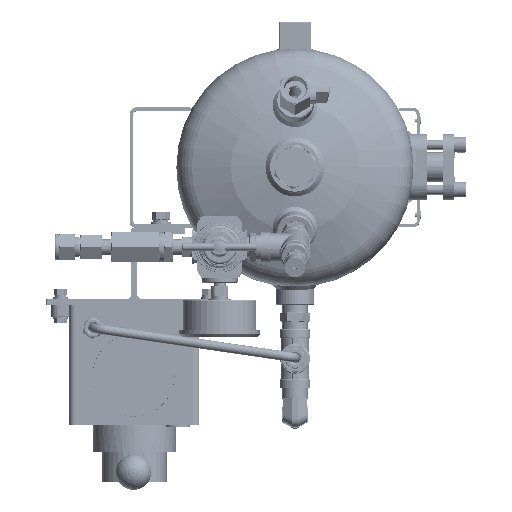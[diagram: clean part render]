
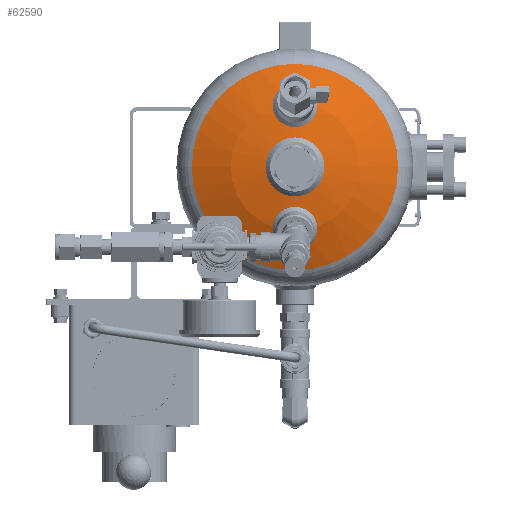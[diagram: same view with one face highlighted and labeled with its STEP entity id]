
A CAD part, top view. The second image highlights one B-rep face of the part: STEP entity #62590.
In plain terms, the highlighted spherical face has radius 202.3 mm.
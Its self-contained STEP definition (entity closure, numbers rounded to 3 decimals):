
#634=SPHERICAL_SURFACE('',#75932,202.3);
#15413=ORIENTED_EDGE('',*,*,#33861,.T.);
#15414=ORIENTED_EDGE('',*,*,#33865,.T.);
#15415=ORIENTED_EDGE('',*,*,#33866,.F.);
#15416=ORIENTED_EDGE('',*,*,#33867,.F.);
#33861=EDGE_CURVE('',#43148,#43148,#49551,.T.);
#33865=EDGE_CURVE('',#43152,#43152,#49555,.T.);
#33866=EDGE_CURVE('',#43153,#43153,#49556,.T.);
#33867=EDGE_CURVE('',#43154,#43154,#49557,.F.);
#43148=VERTEX_POINT('',#99959);
#43152=VERTEX_POINT('',#99969);
#43153=VERTEX_POINT('',#99971);
#43154=VERTEX_POINT('',#99973);
#49551=CIRCLE('',#75927,15.);
#49555=CIRCLE('',#75933,15.);
#49556=CIRCLE('',#75934,87.326);
#49557=CIRCLE('',#75935,20.);
#51932=EDGE_LOOP('',(#15413));
#51933=EDGE_LOOP('',(#15414));
#51934=EDGE_LOOP('',(#15415));
#51935=EDGE_LOOP('',(#15416));
#56835=FACE_BOUND('',#51932,.T.);
#56836=FACE_BOUND('',#51933,.T.);
#56837=FACE_BOUND('',#51934,.T.);
#56838=FACE_BOUND('',#51935,.T.);
#62590=ADVANCED_FACE('',(#56835,#56836,#56837,#56838),#634,.T.);
#75927=AXIS2_PLACEMENT_3D('',#99958,#82703,#82704);
#75932=AXIS2_PLACEMENT_3D('',#99967,#82713,#82714);
#75933=AXIS2_PLACEMENT_3D('',#99968,#82715,#82716);
#75934=AXIS2_PLACEMENT_3D('',#99970,#82717,#82718);
#75935=AXIS2_PLACEMENT_3D('',#99972,#82719,#82720);
#82703=DIRECTION('',(0.259,0.,-0.966));
#82704=DIRECTION('',(0.966,0.,0.259));
#82713=DIRECTION('',(0.,0.,-1.));
#82714=DIRECTION('',(1.,0.,0.));
#82715=DIRECTION('',(-0.259,0.,-0.966));
#82716=DIRECTION('',(-0.966,0.,0.259));
#82717=DIRECTION('',(0.,0.,-1.));
#82718=DIRECTION('',(-1.,0.,0.));
#82719=DIRECTION('',(0.,0.,-1.));
#82720=DIRECTION('',(-1.,0.,0.));
#99958=CARTESIAN_POINT('',(-52.215,0.,46.028));
#99959=CARTESIAN_POINT('',(-37.726,0.,49.911));
#99967=CARTESIAN_POINT('',(0.,0.,-148.841));
#99968=CARTESIAN_POINT('',(52.215,0.,46.028));
#99969=CARTESIAN_POINT('',(37.726,0.,49.911));
#99970=CARTESIAN_POINT('',(0.,0.,33.641));
#99971=CARTESIAN_POINT('',(-87.326,0.,33.641));
#99972=CARTESIAN_POINT('',(0.,0.,52.468));
#99973=CARTESIAN_POINT('',(-20.,0.,52.468));
